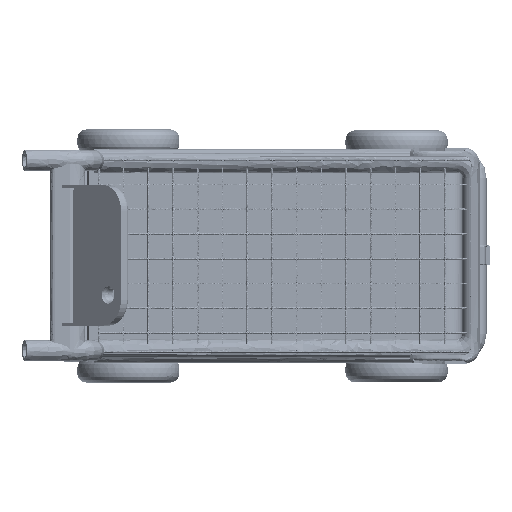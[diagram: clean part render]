
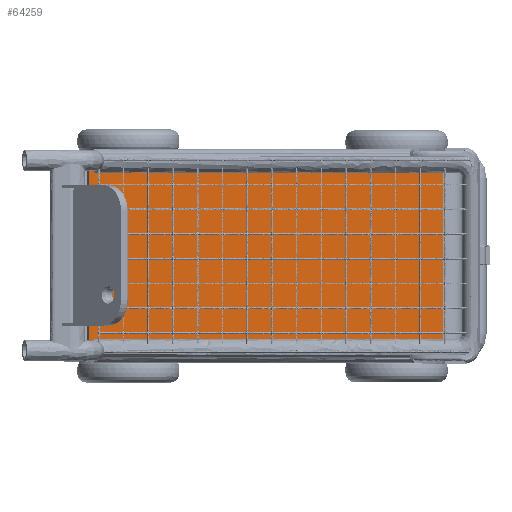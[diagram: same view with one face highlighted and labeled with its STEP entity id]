
A CAD part, top view. The second image highlights one B-rep face of the part: STEP entity #64259.
In plain terms, the highlighted free-form (B-spline) face has degree [1, 1] with [2, 2] control points.
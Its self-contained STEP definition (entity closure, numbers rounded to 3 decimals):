
#60576 = VERTEX_POINT('',#60577);
#60577 = CARTESIAN_POINT('',(202.,108.196,38.159));
#60583 = EDGE_CURVE('',#60576,#60584,#60586,.T.);
#60584 = VERTEX_POINT('',#60585);
#60585 = CARTESIAN_POINT('',(202.,1.804,38.159));
#60586 = B_SPLINE_CURVE_WITH_KNOTS('',1,(#60587,#60588),.UNSPECIFIED.,
  .F.,.F.,(2,2),(-2.51,8.129),
  .PIECEWISE_BEZIER_KNOTS.);
#60587 = CARTESIAN_POINT('',(202.,108.196,38.159));
#60588 = CARTESIAN_POINT('',(202.,1.804,38.159));
#60784 = VERTEX_POINT('',#60785);
#60785 = CARTESIAN_POINT('',(-2.551,108.196,
    38.159));
#60793 = EDGE_CURVE('',#60576,#60784,#60794,.T.);
#60794 = B_SPLINE_CURVE_WITH_KNOTS('',1,(#60795,#60796),.UNSPECIFIED.,
  .F.,.F.,(2,2),(-20.2,0.255),.PIECEWISE_BEZIER_KNOTS.);
#60795 = CARTESIAN_POINT('',(202.,108.196,38.159));
#60796 = CARTESIAN_POINT('',(-2.551,108.196,
    38.159));
#64220 = VERTEX_POINT('',#64221);
#64221 = CARTESIAN_POINT('',(-2.551,1.804,
    38.159));
#64248 = EDGE_CURVE('',#60584,#64220,#64249,.T.);
#64249 = B_SPLINE_CURVE_WITH_KNOTS('',1,(#64250,#64251),.UNSPECIFIED.,
  .F.,.F.,(2,2),(-20.2,0.255),.PIECEWISE_BEZIER_KNOTS.);
#64250 = CARTESIAN_POINT('',(202.,1.804,38.159));
#64251 = CARTESIAN_POINT('',(-2.551,1.804,
    38.159));
#64259 = ADVANCED_FACE('',(#64260),#64270,.T.);
#64260 = FACE_BOUND('',#64261,.T.);
#64261 = EDGE_LOOP('',(#64262,#64267,#64268,#64269));
#64262 = ORIENTED_EDGE('',*,*,#64263,.F.);
#64263 = EDGE_CURVE('',#64220,#60784,#64264,.T.);
#64264 = B_SPLINE_CURVE_WITH_KNOTS('',1,(#64265,#64266),.UNSPECIFIED.,
  .F.,.F.,(2,2),(-4.82,5.82),
  .PIECEWISE_BEZIER_KNOTS.);
#64265 = CARTESIAN_POINT('',(-2.551,1.804,
    38.159));
#64266 = CARTESIAN_POINT('',(-2.551,108.196,
    38.159));
#64267 = ORIENTED_EDGE('',*,*,#64248,.F.);
#64268 = ORIENTED_EDGE('',*,*,#60583,.F.);
#64269 = ORIENTED_EDGE('',*,*,#60793,.T.);
#64270 = B_SPLINE_SURFACE_WITH_KNOTS('',1,1,(
    (#64271,#64272)
    ,(#64273,#64274
    )),.UNSPECIFIED.,.F.,.F.,.F.,(2,2),(2,2),(0.299,10.94),(
    -0.256,20.201),.PIECEWISE_BEZIER_KNOTS.);
#64271 = CARTESIAN_POINT('',(-2.561,108.206,
    38.159));
#64272 = CARTESIAN_POINT('',(202.01,108.206,38.159));
#64273 = CARTESIAN_POINT('',(-2.561,1.794,
    38.159));
#64274 = CARTESIAN_POINT('',(202.01,1.794,38.159));
